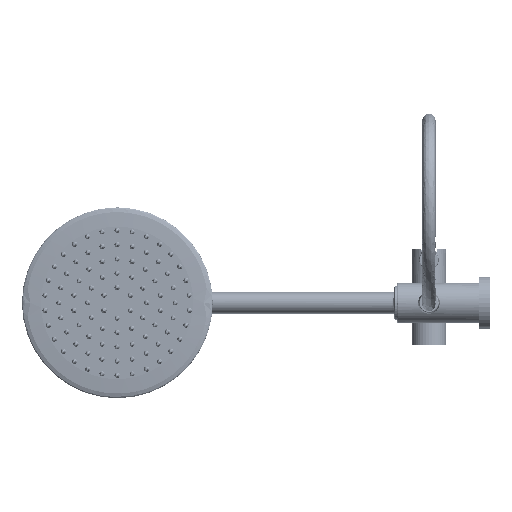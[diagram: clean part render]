
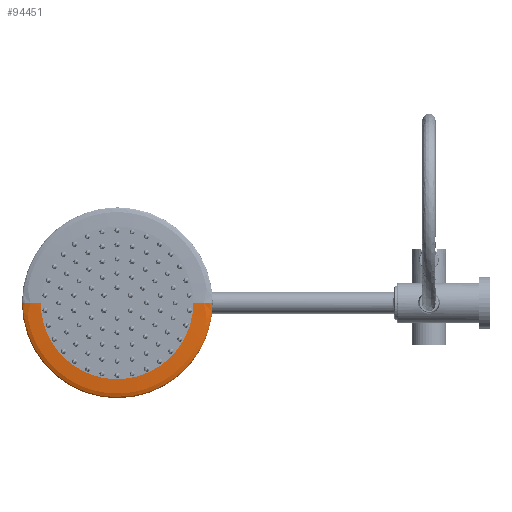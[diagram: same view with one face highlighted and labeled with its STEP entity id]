
A CAD part, left-side view. The second image highlights one B-rep face of the part: STEP entity #94451.
In plain terms, the highlighted free-form (B-spline) face has degree [3, 3] with [5, 7] control points.
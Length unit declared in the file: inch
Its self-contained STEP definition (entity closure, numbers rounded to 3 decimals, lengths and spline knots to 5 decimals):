
#5378 = CARTESIAN_POINT ( 'NONE',  ( 34.86672, 11.71474, 0.06923 ) ) ;
#7953 = CARTESIAN_POINT ( 'NONE',  ( 35.17321, 17.56289, -3.67297 ) ) ;
#9199 = CARTESIAN_POINT ( 'NONE',  ( 35.11165, 15.37925, -3.93701 ) ) ;
#10460 = CARTESIAN_POINT ( 'NONE',  ( 35.05891, 15.38202, -3.67297 ) ) ;
#11440 = CARTESIAN_POINT ( 'NONE',  ( 34.89439, 12.23671, -6.29921 ) ) ;
#15694 = CARTESIAN_POINT ( 'NONE',  ( 34.9056, 11.44764, 0. ) ) ;
#18397 = CARTESIAN_POINT ( 'NONE',  ( 35.05923, 15.382, -3.14013 ) ) ;
#22252 = CARTESIAN_POINT ( 'NONE',  ( 34.89492, 12.24673, 0.05919 ) ) ;
#27363 = CARTESIAN_POINT ( 'NONE',  ( 35.00817, 11.39878, -2.26624 ) ) ;
#27965 = ORIENTED_EDGE ( 'NONE', *, *, #99100, .F. ) ;
#34029 = CARTESIAN_POINT ( 'NONE',  ( 35.42254, 19.30537, 0. ) ) ;
#42449 = CARTESIAN_POINT ( 'NONE',  ( 35.21649, 15.37376, 0. ) ) ;
#45508 = CARTESIAN_POINT ( 'NONE',  ( 34.96141, 13.51562, -3.1433 ) ) ;
#46777 = CARTESIAN_POINT ( 'NONE',  ( 35.21649, 15.37376, -3.93701 ) ) ;
#47745 = CARTESIAN_POINT ( 'NONE',  ( 34.89439, 12.23671, 0. ) ) ;
#48058 = CARTESIAN_POINT ( 'NONE',  ( 35.23416, 17.71691, -3.93701 ) ) ;
#52074 = CARTESIAN_POINT ( 'NONE',  ( 35.42254, 19.30537, 0. ) ) ;
#57683 = ORIENTED_EDGE ( 'NONE', *, *, #183830, .F. ) ;
#64983 = CARTESIAN_POINT ( 'NONE',  ( 34.94462, 13.20114, -3.67297 ) ) ;
#70104 = CARTESIAN_POINT ( 'NONE',  ( 35.42481, 19.34873, -2.26624 ) ) ;
#71557 = CARTESIAN_POINT ( 'NONE',  ( 35.25153, 19.0515, 0. ) ) ;
#72783 = CARTESIAN_POINT ( 'NONE',  ( 34.86691, 11.7125, 0. ) ) ;
#74053 = CARTESIAN_POINT ( 'NONE',  ( 34.89439, 12.23671, 0. ) ) ;
#79332 = CARTESIAN_POINT ( 'NONE',  ( 35.22354, 18.51727, 0.05919 ) ) ;
#82589 = AXIS2_PLACEMENT_3D ( 'NONE', #42449, #86499, #160524 ) ;
#84387 = CARTESIAN_POINT ( 'NONE',  ( 35.31997, 19.35423, -2.26624 ) ) ;
#85643 = CARTESIAN_POINT ( 'NONE',  ( 35.05923, 15.382, -3.1433 ) ) ;
#86499 = DIRECTION ( 'NONE',  ( 0.999, -0.052, 0. ) ) ;
#86957 = CARTESIAN_POINT ( 'NONE',  ( 35.31766, 19.31017, 0.07421 ) ) ;
#94451 = ADVANCED_FACE ( 'NONE', ( #159700 ), #254614, .T. ) ;
#97289 = VERTEX_POINT ( 'NONE', #196770 ) ;
#99100 = EDGE_CURVE ( 'NONE', #97289, #183070, #190437, .T. ) ;
#99769 = ORIENTED_EDGE ( 'NONE', *, *, #159073, .T. ) ;
#103800 = CARTESIAN_POINT ( 'NONE',  ( 35.2511, 19.0493, 0.06923 ) ) ;
#105089 = CARTESIAN_POINT ( 'NONE',  ( 35.15704, 17.24838, -3.1433 ) ) ;
#105929 = VERTEX_POINT ( 'NONE', #241627 ) ;
#107374 = CARTESIAN_POINT ( 'NONE',  ( 35.22406, 18.52729, -6.29921 ) ) ;
#107677 = CARTESIAN_POINT ( 'NONE',  ( 34.90563, 11.44834, 0.07421 ) ) ;
#120704 = CARTESIAN_POINT ( 'NONE',  ( 34.89308, 12.21159, -1.80754 ) ) ;
#123235 = CARTESIAN_POINT ( 'NONE',  ( 35.22555, 18.55561, -1.80936 ) ) ;
#124500 = CARTESIAN_POINT ( 'NONE',  ( 35.09398, 13.0361, -3.93701 ) ) ;
#128391 = CARTESIAN_POINT ( 'NONE',  ( 35.25326, 19.0904, -2.11425 ) ) ;
#129153 =( BOUNDED_CURVE ( )  B_SPLINE_CURVE ( 3, ( #47745, #11440, #107374, #246295 ),
 .UNSPECIFIED., .F., .T. ) 
 B_SPLINE_CURVE_WITH_KNOTS ( ( 4, 4 ),
 ( 0., 1. ),
 .UNSPECIFIED. ) 
 CURVE ( )  GEOMETRIC_REPRESENTATION_ITEM ( )  RATIONAL_B_SPLINE_CURVE ( ( 1., 0.333, 0.333, 1. ) ) 
 REPRESENTATION_ITEM ( '' )  );
#134868 = CARTESIAN_POINT ( 'NONE',  ( 35.01044, 11.44215, 0. ) ) ;
#144001 = CARTESIAN_POINT ( 'NONE',  ( 34.8929, 12.20839, -1.80936 ) ) ;
#147842 = CARTESIAN_POINT ( 'NONE',  ( 35.4225, 19.30467, 0.07421 ) ) ;
#153137 = CARTESIAN_POINT ( 'NONE',  ( 35.22406, 18.52729, 0. ) ) ;
#158406 = CARTESIAN_POINT ( 'NONE',  ( 35.15694, 17.2465, -3.14013 ) ) ;
#159073 = EDGE_CURVE ( 'NONE', #242508, #183070, #181333, .T. ) ;
#159700 = FACE_OUTER_BOUND ( 'NONE', #203593, .T. ) ;
#160524 = DIRECTION ( 'NONE',  ( -0.052, -0.999, 0. ) ) ;
#163484 = CARTESIAN_POINT ( 'NONE',  ( 35.01048, 11.44284, 0.07421 ) ) ;
#166062 = CARTESIAN_POINT ( 'NONE',  ( 35.339, 17.71141, -3.93701 ) ) ;
#181333 = B_SPLINE_CURVE_WITH_KNOTS ( 'NONE', 3,
 ( #153137, #71557, #229842, #52074 ),
 .UNSPECIFIED., .F., .F.,
 ( 4, 4 ),
 ( 0., 1. ),
 .UNSPECIFIED. ) ;
#183070 = VERTEX_POINT ( 'NONE', #34029 ) ;
#183830 = EDGE_CURVE ( 'NONE', #105929, #97289, #233930, .T. ) ;
#184337 = CARTESIAN_POINT ( 'NONE',  ( 34.89475, 12.24357, 0.05925 ) ) ;
#185623 = CARTESIAN_POINT ( 'NONE',  ( 34.90333, 11.40428, -2.26624 ) ) ;
#186899 = CARTESIAN_POINT ( 'NONE',  ( 34.98914, 13.0416, -3.93701 ) ) ;
#190437 = CIRCLE ( 'NONE', #82589, 3.93701 ) ;
#192662 = CARTESIAN_POINT ( 'NONE',  ( 35.22406, 18.52729, 0. ) ) ;
#196104 = CARTESIAN_POINT ( 'NONE',  ( 35.22538, 18.55241, -1.80754 ) ) ;
#196770 = CARTESIAN_POINT ( 'NONE',  ( 35.01044, 11.44215, 0. ) ) ;
#203593 = EDGE_LOOP ( 'NONE', ( #99769, #27965, #57683, #224817 ) ) ;
#205063 = CARTESIAN_POINT ( 'NONE',  ( 35.2237, 18.52043, 0.05925 ) ) ;
#206356 = CARTESIAN_POINT ( 'NONE',  ( 34.86456, 11.67363, -2.11425 ) ) ;
#220679 = EDGE_CURVE ( 'NONE', #105929, #242508, #129153, .T. ) ;
#224817 = ORIENTED_EDGE ( 'NONE', *, *, #220679, .T. ) ;
#229842 = CARTESIAN_POINT ( 'NONE',  ( 35.31769, 19.31086, 0. ) ) ;
#233930 = B_SPLINE_CURVE_WITH_KNOTS ( 'NONE', 3,
 ( #74053, #72783, #15694, #134868 ),
 .UNSPECIFIED., .F., .F.,
 ( 4, 4 ),
 ( 0., 1. ),
 .UNSPECIFIED. ) ;
#237627 = CARTESIAN_POINT ( 'NONE',  ( 34.96152, 13.5175, -3.14013 ) ) ;
#241627 = CARTESIAN_POINT ( 'NONE',  ( 34.89439, 12.23671, 0. ) ) ;
#242508 = VERTEX_POINT ( 'NONE', #192662 ) ;
#246295 = CARTESIAN_POINT ( 'NONE',  ( 35.22406, 18.52729, 0. ) ) ;
#254614 =( BOUNDED_SURFACE ( )  B_SPLINE_SURFACE ( 3, 3, ( 
 ( #79332, #196104, #158406, #18397, #237627, #120704, #22252 ),
 ( #205063, #123235, #105089, #85643, #45508, #144001, #184337 ),
 ( #103800, #128391, #7953, #10460, #64983, #206356, #5378 ),
 ( #86957, #84387, #48058, #9199, #186899, #185623, #107677 ),
 ( #147842, #70104, #166062, #46777, #124500, #27363, #163484 ) ),
 .UNSPECIFIED., .F., .F., .T. ) 
 B_SPLINE_SURFACE_WITH_KNOTS ( ( 4, 1, 4 ),
 ( 4, 3, 4 ),
 ( 0.00516, 0.01085, 0.95897 ),
 ( 0., 0.5, 1. ),
 .UNSPECIFIED. ) 
 GEOMETRIC_REPRESENTATION_ITEM ( )  RATIONAL_B_SPLINE_SURFACE ( (
 ( 1., 0.8, 0.8, 1., 0.8, 0.8, 1.),
 ( 1., 0.8, 0.8, 1., 0.8, 0.8, 1.),
 ( 1., 0.8, 0.8, 1., 0.8, 0.8, 1.),
 ( 1., 0.8, 0.8, 1., 0.8, 0.8, 1.),
 ( 1., 0.8, 0.8, 1., 0.8, 0.8, 1.) ) ) 
 REPRESENTATION_ITEM ( '' )  SURFACE ( )  );
